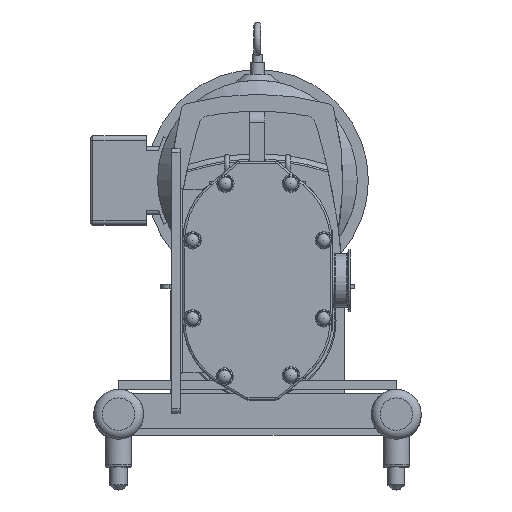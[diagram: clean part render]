
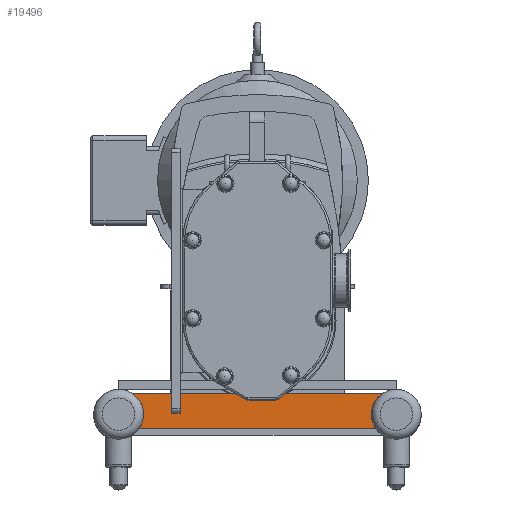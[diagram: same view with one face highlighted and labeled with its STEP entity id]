
A CAD part, top view. The second image highlights one B-rep face of the part: STEP entity #19496.
In plain terms, the highlighted planar face has unit normal (0, 0, 1).
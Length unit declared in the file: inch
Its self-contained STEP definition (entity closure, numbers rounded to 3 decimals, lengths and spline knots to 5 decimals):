
#1991=LINE('',#35920,#3396);
#1992=LINE('',#35922,#3397);
#3396=VECTOR('',#27320,0.3937);
#3397=VECTOR('',#27323,0.3937);
#4236=PLANE('',#21652);
#5547=FACE_OUTER_BOUND('',#6719,.T.);
#6719=EDGE_LOOP('',(#18303,#18304,#18305,#18306,#18307));
#7724=CIRCLE('',#21546,1.4375);
#7737=CIRCLE('',#21563,1.4375);
#7768=CIRCLE('',#21611,1.4375);
#9640=VERTEX_POINT('',#35305);
#9641=VERTEX_POINT('',#35307);
#9654=VERTEX_POINT('',#35342);
#9690=VERTEX_POINT('',#35707);
#9691=VERTEX_POINT('',#35709);
#12481=EDGE_CURVE('',#9640,#9641,#7724,.T.);
#12500=EDGE_CURVE('',#9654,#9640,#7737,.T.);
#12548=EDGE_CURVE('',#9690,#9691,#7768,.T.);
#12586=EDGE_CURVE('',#9654,#9691,#1991,.T.);
#12587=EDGE_CURVE('',#9690,#9641,#1992,.T.);
#18303=ORIENTED_EDGE('',*,*,#12548,.F.);
#18304=ORIENTED_EDGE('',*,*,#12587,.T.);
#18305=ORIENTED_EDGE('',*,*,#12481,.F.);
#18306=ORIENTED_EDGE('',*,*,#12500,.F.);
#18307=ORIENTED_EDGE('',*,*,#12586,.T.);
#19496=ADVANCED_FACE('',(#5547),#4236,.T.);
#21546=AXIS2_PLACEMENT_3D('',#35308,#27086,#27087);
#21563=AXIS2_PLACEMENT_3D('',#35344,#27126,#27127);
#21611=AXIS2_PLACEMENT_3D('',#35710,#27231,#27232);
#21652=AXIS2_PLACEMENT_3D('',#35923,#27324,#27325);
#27086=DIRECTION('center_axis',(0.,0.,
1.));
#27087=DIRECTION('ref_axis',(-1.,0.,0.));
#27126=DIRECTION('center_axis',(0.,0.,
1.));
#27127=DIRECTION('ref_axis',(-1.,0.,0.));
#27231=DIRECTION('center_axis',(0.,0.,
1.));
#27232=DIRECTION('ref_axis',(-1.,0.,0.));
#27320=DIRECTION('',(1.,0.,0.));
#27323=DIRECTION('',(-1.,0.,0.));
#27324=DIRECTION('center_axis',(0.,0.,
1.));
#27325=DIRECTION('ref_axis',(1.,0.,0.));
#35305=CARTESIAN_POINT('',(-6.5625,-7.6875,-9.3));
#35307=CARTESIAN_POINT('',(-7.19358,-6.4975,-9.3));
#35308=CARTESIAN_POINT('Origin',(-8.,-7.6875,-9.3));
#35342=CARTESIAN_POINT('',(-6.81244,-8.4975,-9.3));
#35344=CARTESIAN_POINT('Origin',(-8.,-7.6875,-9.3));
#35707=CARTESIAN_POINT('',(7.19358,-6.4975,-9.3));
#35709=CARTESIAN_POINT('',(6.81244,-8.4975,-9.3));
#35710=CARTESIAN_POINT('Origin',(8.,-7.6875,-9.3));
#35920=CARTESIAN_POINT('',(7.12822,-8.4975,-9.3));
#35922=CARTESIAN_POINT('',(-7.62,-6.4975,-9.3));
#35923=CARTESIAN_POINT('Origin',(0.00337,-7.45774,-9.3));
